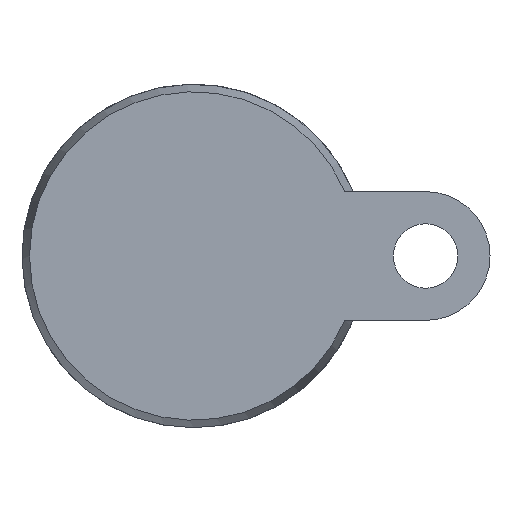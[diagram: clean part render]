
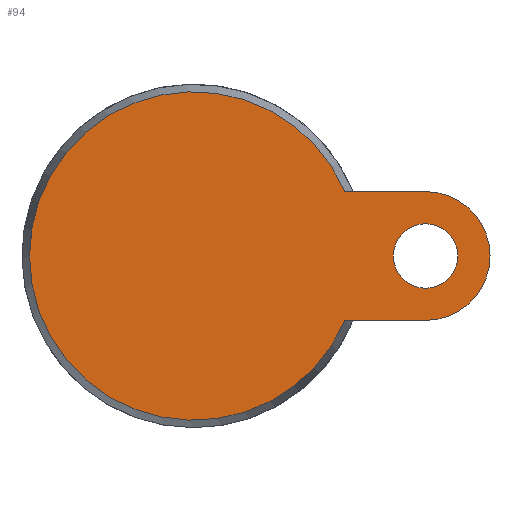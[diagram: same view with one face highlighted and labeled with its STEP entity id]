
A CAD part, front view. The second image highlights one B-rep face of the part: STEP entity #94.
In plain terms, the highlighted planar face has unit normal (0, -1, 0).
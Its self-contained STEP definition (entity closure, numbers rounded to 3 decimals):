
#94 = ADVANCED_FACE( '', ( #220, #221 ), #222, .F. );
#220 = FACE_BOUND( '', #411, .T. );
#221 = FACE_OUTER_BOUND( '', #412, .T. );
#222 = PLANE( '', #413 );
#411 = EDGE_LOOP( '', ( #610 ) );
#412 = EDGE_LOOP( '', ( #611, #612, #613, #614 ) );
#413 = AXIS2_PLACEMENT_3D( '', #615, #616, #617 );
#610 = ORIENTED_EDGE( '', *, *, #899, .T. );
#611 = ORIENTED_EDGE( '', *, *, #900, .F. );
#612 = ORIENTED_EDGE( '', *, *, #901, .T. );
#613 = ORIENTED_EDGE( '', *, *, #902, .F. );
#614 = ORIENTED_EDGE( '', *, *, #903, .F. );
#615 = CARTESIAN_POINT( '', ( 38.25, 0., 0. ) );
#616 = DIRECTION( '', ( 0., 1., 0. ) );
#617 = DIRECTION( '', ( 0., 0., 1. ) );
#899 = EDGE_CURVE( '', #1057, #1057, #1058, .T. );
#900 = EDGE_CURVE( '', #1059, #1060, #1061, .T. );
#901 = EDGE_CURVE( '', #1059, #1062, #1063, .T. );
#902 = EDGE_CURVE( '', #1064, #1062, #1065, .T. );
#903 = EDGE_CURVE( '', #1060, #1064, #1066, .T. );
#1057 = VERTEX_POINT( '', #1318 );
#1058 = CIRCLE( '', #1319, 7.5 );
#1059 = VERTEX_POINT( '', #1320 );
#1060 = VERTEX_POINT( '', #1321 );
#1061 = LINE( '', #1322, #1323 );
#1062 = VERTEX_POINT( '', #1324 );
#1063 = CIRCLE( '', #1325, 38.25 );
#1064 = VERTEX_POINT( '', #1326 );
#1065 = LINE( '', #1327, #1328 );
#1066 = CIRCLE( '', #1329, 15. );
#1318 = CARTESIAN_POINT( '', ( 61.5, 0., 0. ) );
#1319 = AXIS2_PLACEMENT_3D( '', #1556, #1557, #1558 );
#1320 = CARTESIAN_POINT( '', ( 35.186, 0., 15. ) );
#1321 = CARTESIAN_POINT( '', ( 54., 0., 15. ) );
#1322 = CARTESIAN_POINT( '', ( 0., 0., 15. ) );
#1323 = VECTOR( '', #1559, 1000. );
#1324 = CARTESIAN_POINT( '', ( 35.186, 0., -15. ) );
#1325 = AXIS2_PLACEMENT_3D( '', #1560, #1561, #1562 );
#1326 = CARTESIAN_POINT( '', ( 54., 0., -15. ) );
#1327 = CARTESIAN_POINT( '', ( 54., 0., -15. ) );
#1328 = VECTOR( '', #1563, 1000. );
#1329 = AXIS2_PLACEMENT_3D( '', #1564, #1565, #1566 );
#1556 = CARTESIAN_POINT( '', ( 54., 0., 0. ) );
#1557 = DIRECTION( '', ( 0., 1., 0. ) );
#1558 = DIRECTION( '', ( 1., 0., 0. ) );
#1559 = DIRECTION( '', ( 1., 0., 0. ) );
#1560 = CARTESIAN_POINT( '', ( 0., 0., 0. ) );
#1561 = DIRECTION( '', ( 0., -1., 0. ) );
#1562 = DIRECTION( '', ( 0., 0., -1. ) );
#1563 = DIRECTION( '', ( -1., 0., 0. ) );
#1564 = CARTESIAN_POINT( '', ( 54., 0., 0. ) );
#1565 = DIRECTION( '', ( 0., 1., 0. ) );
#1566 = DIRECTION( '', ( 1., 0., 0. ) );
